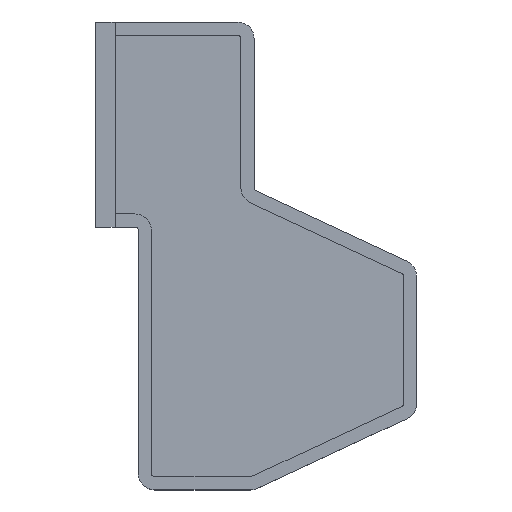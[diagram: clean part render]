
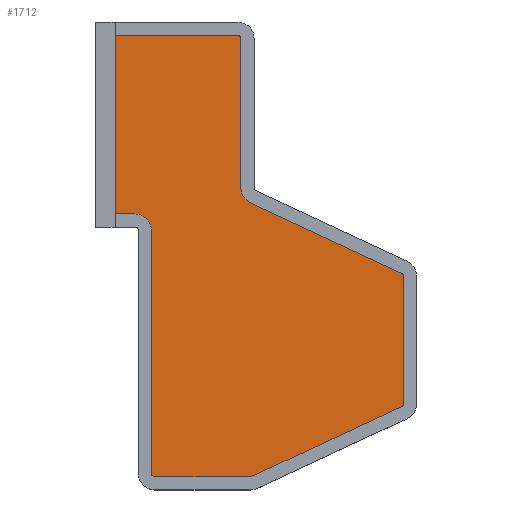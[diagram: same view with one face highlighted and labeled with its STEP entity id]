
A CAD part, top view. The second image highlights one B-rep face of the part: STEP entity #1712.
In plain terms, the highlighted planar face has unit normal (0, 0, 1).
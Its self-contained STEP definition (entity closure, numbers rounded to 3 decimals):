
#49=DIRECTION('',(-1.,0.,0.));
#50=VECTOR('',#49,7.435);
#51=CARTESIAN_POINT('',(9.135,-0.8,0.5));
#52=LINE('',#51,#50);
#381=CARTESIAN_POINT('',(9.135,-1.,0.5));
#382=DIRECTION('',(0.,0.,-1.));
#383=DIRECTION('',(0.,1.,0.));
#384=AXIS2_PLACEMENT_3D('',#381,#382,#383);
#399=DIRECTION('',(0.,1.,0.));
#400=VECTOR('',#399,9.073);
#401=CARTESIAN_POINT('',(9.335,-10.073,0.5));
#402=LINE('',#401,#400);
#415=CARTESIAN_POINT('',(10.335,-10.073,0.5));
#416=DIRECTION('',(0.,0.,1.));
#417=DIRECTION('',(-1.,0.,0.));
#418=AXIS2_PLACEMENT_3D('',#415,#416,#417);
#433=DIRECTION('',(-0.906,0.423,0.));
#434=VECTOR('',#433,10.12);
#435=CARTESIAN_POINT('',(19.085,-15.256,0.5));
#436=LINE('',#435,#434);
#449=CARTESIAN_POINT('',(19.,-15.437,0.5));
#450=DIRECTION('',(0.,0.,-1.));
#451=DIRECTION('',(0.423,0.906,0.));
#452=AXIS2_PLACEMENT_3D('',#449,#450,#451);
#467=DIRECTION('',(0.,1.,0.));
#468=VECTOR('',#467,7.726);
#469=CARTESIAN_POINT('',(19.2,-23.163,0.5));
#470=LINE('',#469,#468);
#483=CARTESIAN_POINT('',(19.,-23.163,0.5));
#484=DIRECTION('',(0.,0.,-1.));
#485=DIRECTION('',(1.,0.,0.));
#486=AXIS2_PLACEMENT_3D('',#483,#484,#485);
#501=DIRECTION('',(0.906,0.423,0.));
#502=VECTOR('',#501,10.026);
#503=CARTESIAN_POINT('',(9.998,-27.581,0.5));
#504=LINE('',#503,#502);
#517=CARTESIAN_POINT('',(9.914,-27.4,0.5));
#518=DIRECTION('',(0.,0.,-1.));
#519=DIRECTION('',(0.423,-0.906,0.));
#520=AXIS2_PLACEMENT_3D('',#517,#518,#519);
#535=DIRECTION('',(1.,0.,0.));
#536=VECTOR('',#535,5.814);
#537=CARTESIAN_POINT('',(4.1,-27.6,0.5));
#538=LINE('',#537,#536);
#551=CARTESIAN_POINT('',(4.1,-27.4,0.5));
#552=DIRECTION('',(0.,0.,-1.));
#553=DIRECTION('',(0.,-1.,0.));
#554=AXIS2_PLACEMENT_3D('',#551,#552,#553);
#569=DIRECTION('',(0.,-1.,0.));
#570=VECTOR('',#569,14.75);
#571=CARTESIAN_POINT('',(3.9,-12.65,0.5));
#572=LINE('',#571,#570);
#585=CARTESIAN_POINT('',(2.9,-12.65,0.5));
#586=DIRECTION('',(0.,0.,1.));
#587=DIRECTION('',(1.,0.,0.));
#588=AXIS2_PLACEMENT_3D('',#585,#586,#587);
#607=DIRECTION('',(1.,0.,0.));
#608=VECTOR('',#607,1.2);
#609=CARTESIAN_POINT('',(1.7,-11.65,0.5));
#610=LINE('',#609,#608);
#623=DIRECTION('',(0.,-1.,0.));
#624=VECTOR('',#623,10.85);
#625=CARTESIAN_POINT('',(1.7,-0.8,0.5));
#626=LINE('',#625,#624);
#671=CARTESIAN_POINT('',(9.335,-10.073,0.5));
#672=CARTESIAN_POINT('',(9.335,-1.,0.5));
#673=VERTEX_POINT('',#671);
#674=VERTEX_POINT('',#672);
#679=CARTESIAN_POINT('',(4.1,-27.6,0.5));
#680=CARTESIAN_POINT('',(9.914,-27.6,0.5));
#681=VERTEX_POINT('',#679);
#682=VERTEX_POINT('',#680);
#687=CARTESIAN_POINT('',(9.998,-27.581,0.5));
#688=CARTESIAN_POINT('',(19.085,-23.344,0.5));
#689=VERTEX_POINT('',#687);
#690=VERTEX_POINT('',#688);
#695=CARTESIAN_POINT('',(19.2,-23.163,0.5));
#696=CARTESIAN_POINT('',(19.2,-15.437,0.5));
#697=VERTEX_POINT('',#695);
#698=VERTEX_POINT('',#696);
#703=CARTESIAN_POINT('',(19.085,-15.256,0.5));
#704=CARTESIAN_POINT('',(9.913,-10.979,0.5));
#705=VERTEX_POINT('',#703);
#706=VERTEX_POINT('',#704);
#711=CARTESIAN_POINT('',(3.9,-12.65,0.5));
#712=CARTESIAN_POINT('',(3.9,-27.4,0.5));
#713=VERTEX_POINT('',#711);
#714=VERTEX_POINT('',#712);
#717=CARTESIAN_POINT('',(9.135,-0.8,0.5));
#718=VERTEX_POINT('',#717);
#721=CARTESIAN_POINT('',(2.9,-11.65,0.5));
#722=VERTEX_POINT('',#721);
#725=CARTESIAN_POINT('',(1.7,-0.8,0.5));
#726=VERTEX_POINT('',#725);
#729=CARTESIAN_POINT('',(1.7,-11.65,0.5));
#730=VERTEX_POINT('',#729);
#1689=CARTESIAN_POINT('',(0.,0.,0.5));
#1690=DIRECTION('',(0.,0.,1.));
#1691=DIRECTION('',(1.,0.,0.));
#1692=AXIS2_PLACEMENT_3D('',#1689,#1690,#1691);
#1693=PLANE('',#1692);
#1694=ORIENTED_EDGE('',*,*,#1075,.F.);
#1695=ORIENTED_EDGE('',*,*,#1308,.T.);
#1696=ORIENTED_EDGE('',*,*,#1336,.F.);
#1697=ORIENTED_EDGE('',*,*,#1364,.T.);
#1698=ORIENTED_EDGE('',*,*,#1392,.F.);
#1699=ORIENTED_EDGE('',*,*,#1420,.T.);
#1700=ORIENTED_EDGE('',*,*,#1448,.F.);
#1701=ORIENTED_EDGE('',*,*,#1476,.T.);
#1702=ORIENTED_EDGE('',*,*,#1504,.F.);
#1703=ORIENTED_EDGE('',*,*,#1532,.T.);
#1704=ORIENTED_EDGE('',*,*,#1560,.F.);
#1705=ORIENTED_EDGE('',*,*,#1588,.T.);
#1706=ORIENTED_EDGE('',*,*,#1616,.F.);
#1707=ORIENTED_EDGE('',*,*,#1644,.T.);
#1708=ORIENTED_EDGE('',*,*,#1671,.F.);
#1709=ORIENTED_EDGE('',*,*,#1049,.F.);
#1710=EDGE_LOOP('',(#1694,#1695,#1696,#1697,#1698,#1699,#1700,#1701,#1702,#1703,
#1704,#1705,#1706,#1707,#1708,#1709));
#1711=FACE_OUTER_BOUND('',#1710,.F.);
#1712=ADVANCED_FACE('',(#1711),#1693,.T.);
#385=CIRCLE('',#384,0.2);
#419=CIRCLE('',#418,1.);
#453=CIRCLE('',#452,0.2);
#487=CIRCLE('',#486,0.2);
#521=CIRCLE('',#520,0.2);
#555=CIRCLE('',#554,0.2);
#589=CIRCLE('',#588,1.);
#1049=EDGE_CURVE('',#726,#730,#626,.T.);
#1075=EDGE_CURVE('',#718,#726,#52,.T.);
#1308=EDGE_CURVE('',#718,#674,#385,.T.);
#1336=EDGE_CURVE('',#673,#674,#402,.T.);
#1364=EDGE_CURVE('',#673,#706,#419,.T.);
#1392=EDGE_CURVE('',#705,#706,#436,.T.);
#1420=EDGE_CURVE('',#705,#698,#453,.T.);
#1448=EDGE_CURVE('',#697,#698,#470,.T.);
#1476=EDGE_CURVE('',#697,#690,#487,.T.);
#1504=EDGE_CURVE('',#689,#690,#504,.T.);
#1532=EDGE_CURVE('',#689,#682,#521,.T.);
#1560=EDGE_CURVE('',#681,#682,#538,.T.);
#1588=EDGE_CURVE('',#681,#714,#555,.T.);
#1616=EDGE_CURVE('',#713,#714,#572,.T.);
#1644=EDGE_CURVE('',#713,#722,#589,.T.);
#1671=EDGE_CURVE('',#730,#722,#610,.T.);
